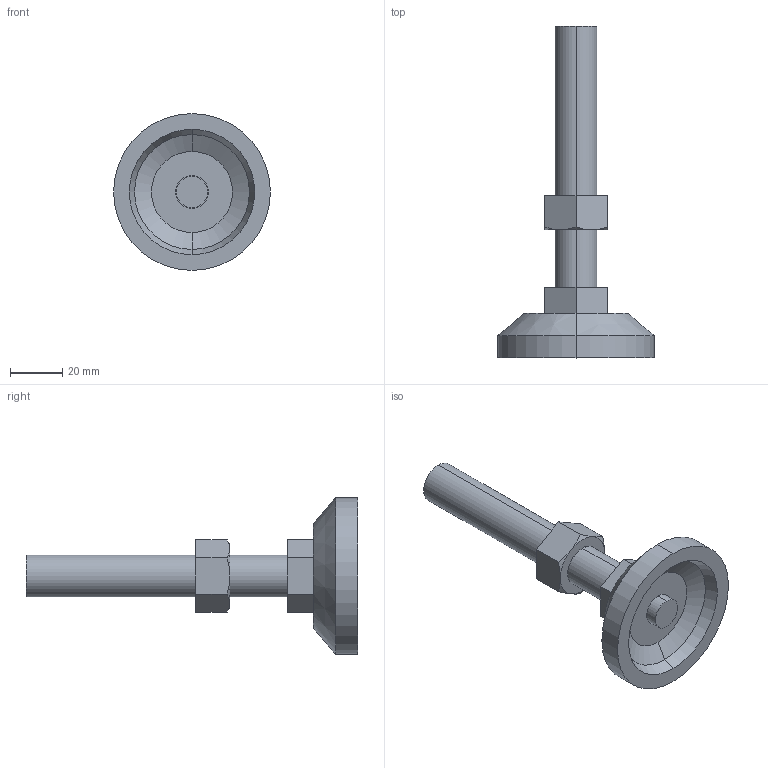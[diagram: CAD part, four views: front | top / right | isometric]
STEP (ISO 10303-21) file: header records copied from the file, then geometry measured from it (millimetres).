
FILE_DESCRIPTION (( 'STEP AP203' ), '1' );
FILE_NAME ('KC-275-B-6.STEP', '2021-05-31T04:01:08', ( '' ), ( '' ), 'SwSTEP 2.0', 'SolidWorks 2018', '' );
FILE_SCHEMA (( 'CONFIG_CONTROL_DESIGN' ));
Length unit declared in the file: millimetre
Products named in the file (4): KC-275-B-6儃儖僩_; KC-275-B-6儀乕僗_; 六角ナットM16（1種）_JIS B 1181 Hexagon nut - Class 1 Finished M16 --N; KC-275-B-6
Assembly tree (3 placements, depth 2):
  KC-275-B-6
    KC-275-B-6儀乕僗_
    KC-275-B-6儃儖僩_
    六角ナットM16（1種）_JIS B 1181 Hexagon nut - Class 1 Finished M16 --N
Bounding box: 60 x 127 x 60 mm (x, y, z)
Volume: 59508.6 mm3; surface area: 18026.4 mm2
Topology: 3 solids, 3 shells, 53 faces, 112 edges, 68 vertices
Faces by surface type: plane 21, cone 20, cylinder 12
Entity records: 1880 total; most frequent: CARTESIAN_POINT 311, DIRECTION 262, ORIENTED_EDGE 224, EDGE_CURVE 112, AXIS2_PLACEMENT_3D 103, VERTEX_POINT 68, EDGE_LOOP 60, VECTOR 56
